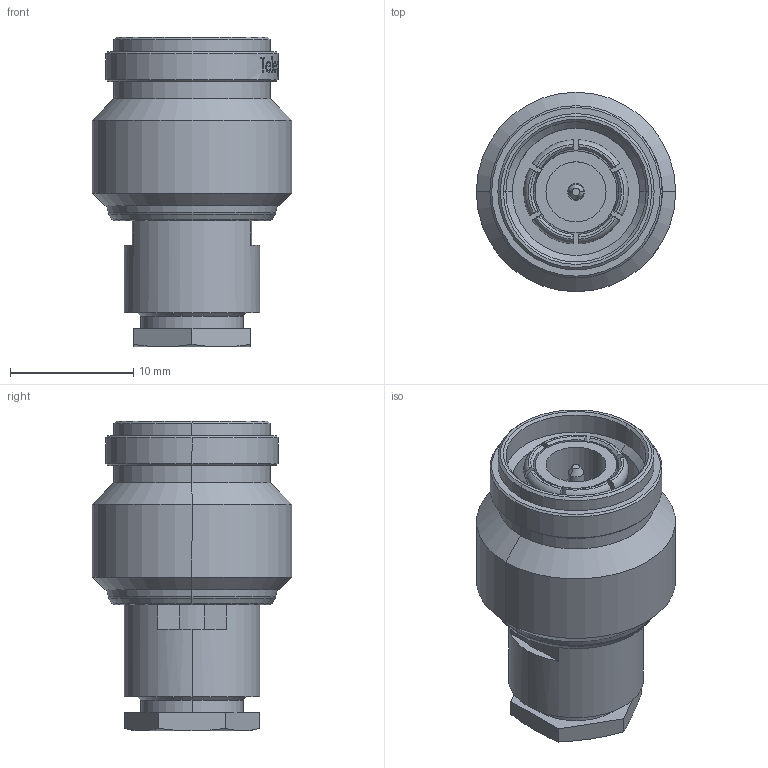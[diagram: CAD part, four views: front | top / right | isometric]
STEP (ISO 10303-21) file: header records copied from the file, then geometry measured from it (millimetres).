
FILE_DESCRIPTION (( 'STEP AP214' ), '1' );
FILE_NAME ('J01010A0022.STEP', '2012-12-03T09:08:59', ( 'Wartung1' ), ( '' ), 'SwSTEP 2.0', 'SolidWorks 2012', '' );
FILE_SCHEMA (( 'AUTOMOTIVE_DESIGN' ));
Length unit declared in the file: millimetre
Products named in the file (1): J01010A0022
Bounding box: 16.2 x 16.2 x 25.15 mm (x, y, z)
Volume: 2958.4 mm3; surface area: 2128.4 mm2
Topology: 1 solids, 1 shells, 300 faces, 750 edges, 485 vertices
Faces by surface type: plane 101, bspline 83, cylinder 61, cone 45, torus 10
Entity records: 17719 total; most frequent: CARTESIAN_POINT 8022, ORIENTED_EDGE 1500, DIRECTION 1052, EDGE_CURVE 750, VERTEX_POINT 485, AXIS2_PLACEMENT_3D 405, EDGE_LOOP 333, B_SPLINE_CURVE_WITH_KNOTS 307
